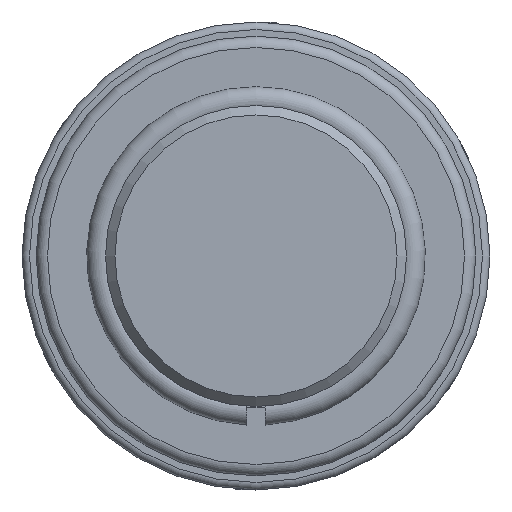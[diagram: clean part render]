
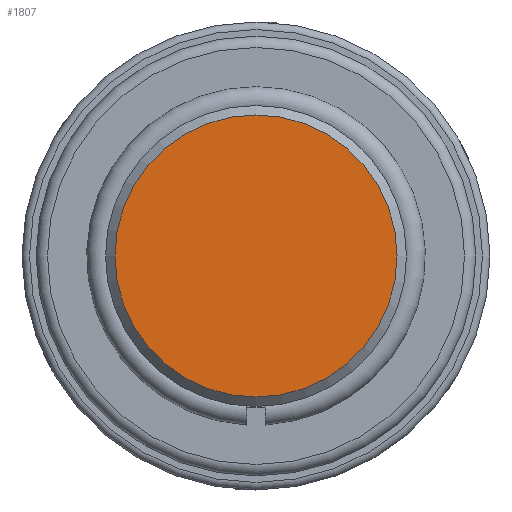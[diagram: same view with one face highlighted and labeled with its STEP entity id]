
A CAD part, left-side view. The second image highlights one B-rep face of the part: STEP entity #1807.
In plain terms, the highlighted planar face has unit normal (-1, 0, 0).
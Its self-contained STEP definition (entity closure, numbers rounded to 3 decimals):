
#1791=CARTESIAN_POINT('',(0.,6.988,0.0));
#1792=DIRECTION('',(-1.0,0.0,0.0));
#1793=DIRECTION('',(0.0,0.0,1.0));
#1794=AXIS2_PLACEMENT_3D('',#1791,#1792,#1793);
#1795=PLANE('',#1794);
#1796=CARTESIAN_POINT('',(0.,7.475,0.0));
#1797=VERTEX_POINT('',#1796);
#1798=CARTESIAN_POINT('',(0.0,0.0,0.0));
#1799=DIRECTION('',(1.0,0.0,0.0));
#1800=DIRECTION('',(0.0,1.0,0.0));
#1801=AXIS2_PLACEMENT_3D('',#1798,#1799,#1800);
#1802=CIRCLE('',#1801,7.475);
#1803=EDGE_CURVE('',#1797,#1797,#1802,.T.);
#1804=ORIENTED_EDGE('',*,*,#1803,.F.);
#1805=EDGE_LOOP('',(#1804));
#1806=FACE_OUTER_BOUND('',#1805,.T.);
#1807=ADVANCED_FACE('',(#1806),#1795,.T.);
